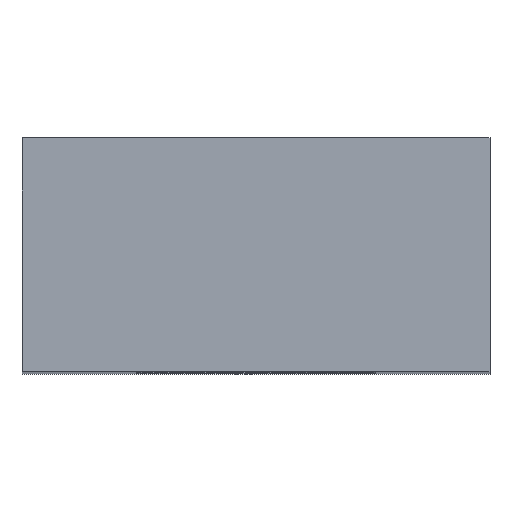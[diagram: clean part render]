
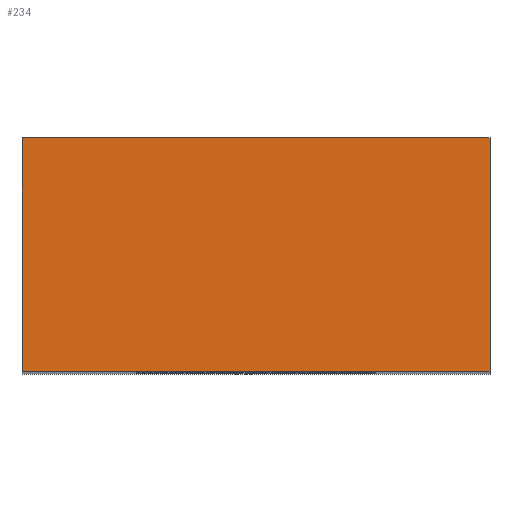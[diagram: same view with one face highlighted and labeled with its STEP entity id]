
A CAD part, top view. The second image highlights one B-rep face of the part: STEP entity #234.
In plain terms, the highlighted planar face has unit normal (0, 0, 1).
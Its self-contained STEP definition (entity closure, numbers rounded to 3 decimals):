
#36=FACE_OUTER_BOUND('',#48,.T.);
#48=EDGE_LOOP('',(#191,#192,#193,#194));
#68=LINE('',#376,#94);
#76=LINE('',#391,#102);
#77=LINE('',#393,#103);
#78=LINE('',#394,#104);
#94=VECTOR('',#310,10.);
#102=VECTOR('',#322,10.);
#103=VECTOR('',#325,10.);
#104=VECTOR('',#326,10.);
#118=VERTEX_POINT('',#373);
#119=VERTEX_POINT('',#375);
#123=VERTEX_POINT('',#387);
#124=VERTEX_POINT('',#389);
#144=EDGE_CURVE('',#118,#119,#68,.T.);
#152=EDGE_CURVE('',#123,#124,#76,.T.);
#153=EDGE_CURVE('',#118,#123,#77,.T.);
#154=EDGE_CURVE('',#119,#124,#78,.T.);
#191=ORIENTED_EDGE('',*,*,#153,.T.);
#192=ORIENTED_EDGE('',*,*,#152,.T.);
#193=ORIENTED_EDGE('',*,*,#154,.F.);
#194=ORIENTED_EDGE('',*,*,#144,.F.);
#222=PLANE('',#265);
#234=ADVANCED_FACE('',(#36),#222,.T.);
#265=AXIS2_PLACEMENT_3D('',#392,#323,#324);
#310=DIRECTION('',(0.,1.,0.));
#322=DIRECTION('',(0.,1.,0.));
#323=DIRECTION('center_axis',(0.,0.,
1.));
#324=DIRECTION('ref_axis',(1.,0.,0.));
#325=DIRECTION('',(1.,0.,0.));
#326=DIRECTION('',(1.,0.,0.));
#373=CARTESIAN_POINT('',(-10.,-5.,30.));
#375=CARTESIAN_POINT('',(-10.,5.,30.));
#376=CARTESIAN_POINT('',(-10.,-5.,30.));
#387=CARTESIAN_POINT('',(10.,-5.,30.));
#389=CARTESIAN_POINT('',(10.,5.,30.));
#391=CARTESIAN_POINT('',(10.,-5.,30.));
#392=CARTESIAN_POINT('Origin',(-10.,-5.,30.));
#393=CARTESIAN_POINT('',(-10.,-5.,30.));
#394=CARTESIAN_POINT('',(-10.,5.,30.));
